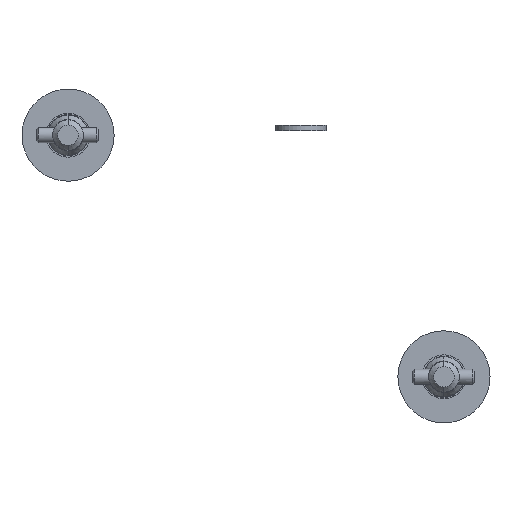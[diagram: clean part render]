
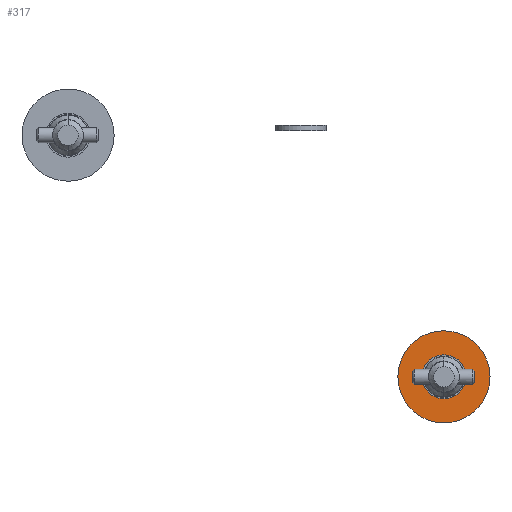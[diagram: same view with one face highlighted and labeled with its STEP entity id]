
A CAD part, front view. The second image highlights one B-rep face of the part: STEP entity #317.
In plain terms, the highlighted planar face has unit normal (0, -1, 0).
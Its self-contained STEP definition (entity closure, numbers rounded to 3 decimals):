
#244=PLANE('',#2102);
#284=FACE_BOUND('',#581,.T.);
#285=FACE_BOUND('',#582,.T.);
#317=ADVANCED_FACE('NONE',(#284,#285),#244,.F.);
#581=EDGE_LOOP('',(#887,#888));
#582=EDGE_LOOP('',(#889,#890));
#717=CIRCLE('',#2098,4.5);
#718=CIRCLE('',#2099,4.5);
#719=CIRCLE('',#2100,2.15);
#720=CIRCLE('',#2101,2.15);
#887=ORIENTED_EDGE('',*,*,#1617,.F.);
#888=ORIENTED_EDGE('',*,*,#1618,.F.);
#889=ORIENTED_EDGE('',*,*,#1619,.F.);
#890=ORIENTED_EDGE('',*,*,#1620,.F.);
#1425=VERTEX_POINT('',#2995);
#1426=VERTEX_POINT('',#2996);
#1427=VERTEX_POINT('',#2999);
#1428=VERTEX_POINT('',#3000);
#1617=EDGE_CURVE('NONE',#1425,#1426,#717,.T.);
#1618=EDGE_CURVE('NONE',#1426,#1425,#718,.T.);
#1619=EDGE_CURVE('NONE',#1427,#1428,#719,.T.);
#1620=EDGE_CURVE('NONE',#1428,#1427,#720,.T.);
#2098=AXIS2_PLACEMENT_3D('',#2994,#2391,#2392);
#2099=AXIS2_PLACEMENT_3D('',#2997,#2393,#2394);
#2100=AXIS2_PLACEMENT_3D('',#2998,#2395,#2396);
#2101=AXIS2_PLACEMENT_3D('',#3001,#2397,#2398);
#2102=AXIS2_PLACEMENT_3D('',#3002,#2399,#2400);
#2391=DIRECTION('',(0.,1.,0.));
#2392=DIRECTION('',(0.,0.,1.));
#2393=DIRECTION('',(0.,1.,0.));
#2394=DIRECTION('',(0.,0.,1.));
#2395=DIRECTION('',(0.,-1.,0.));
#2396=DIRECTION('',(0.,0.,1.));
#2397=DIRECTION('',(0.,-1.,0.));
#2398=DIRECTION('',(0.,0.,1.));
#2399=DIRECTION('',(0.,1.,0.));
#2400=DIRECTION('',(0.,0.,1.));
#2994=CARTESIAN_POINT('',(18.35,2.25,-11.8));
#2995=CARTESIAN_POINT('',(18.35,2.25,-7.3));
#2996=CARTESIAN_POINT('',(18.35,2.25,-16.3));
#2997=CARTESIAN_POINT('',(18.35,2.25,-11.8));
#2998=CARTESIAN_POINT('',(18.35,2.25,-11.8));
#2999=CARTESIAN_POINT('',(18.35,2.25,-9.65));
#3000=CARTESIAN_POINT('',(18.35,2.25,-13.95));
#3001=CARTESIAN_POINT('',(18.35,2.25,-11.8));
#3002=CARTESIAN_POINT('',(18.35,2.25,-11.8));
